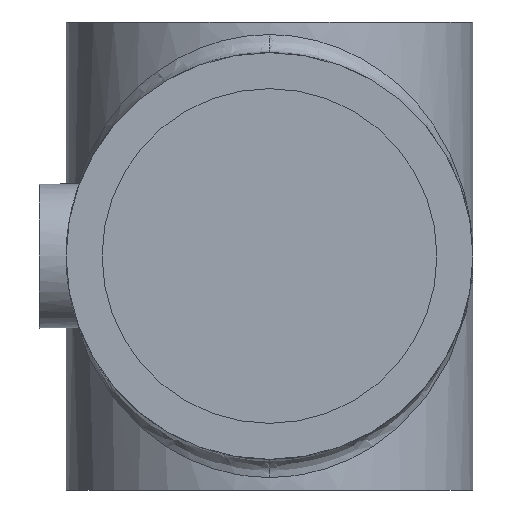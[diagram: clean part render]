
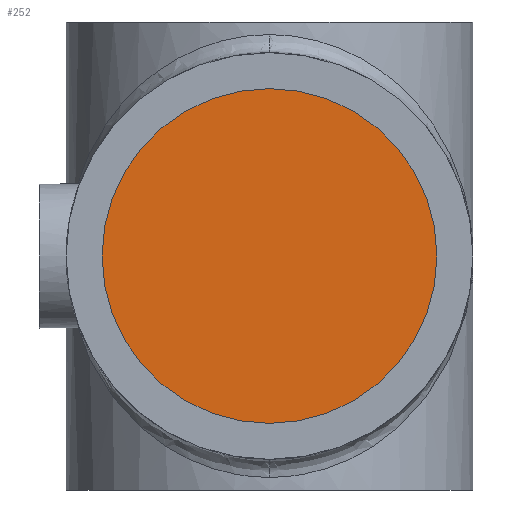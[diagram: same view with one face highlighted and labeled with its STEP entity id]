
A CAD part, left-side view. The second image highlights one B-rep face of the part: STEP entity #252.
In plain terms, the highlighted planar face has unit normal (-1, 0, 0).
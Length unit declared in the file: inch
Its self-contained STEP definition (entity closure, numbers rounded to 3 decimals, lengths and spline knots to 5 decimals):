
#50=CIRCLE('',#294,0.465);
#59=PLANE('',#293);
#72=FACE_OUTER_BOUND('',#88,.T.);
#88=EDGE_LOOP('',(#207));
#130=VERTEX_POINT('',#655);
#161=EDGE_CURVE('',#130,#130,#50,.T.);
#207=ORIENTED_EDGE('',*,*,#161,.F.);
#252=ADVANCED_FACE('',(#72),#59,.F.);
#293=AXIS2_PLACEMENT_3D('',#654,#354,#355);
#294=AXIS2_PLACEMENT_3D('',#656,#356,#357);
#354=DIRECTION('center_axis',(1.,0.,0.));
#355=DIRECTION('ref_axis',(0.,0.,-1.));
#356=DIRECTION('center_axis',(1.,0.,0.));
#357=DIRECTION('ref_axis',(0.,0.,-1.));
#654=CARTESIAN_POINT('Origin',(-1.285,0.,0.65));
#655=CARTESIAN_POINT('',(-1.285,0.,1.115));
#656=CARTESIAN_POINT('Origin',(-1.285,0.,0.65));
